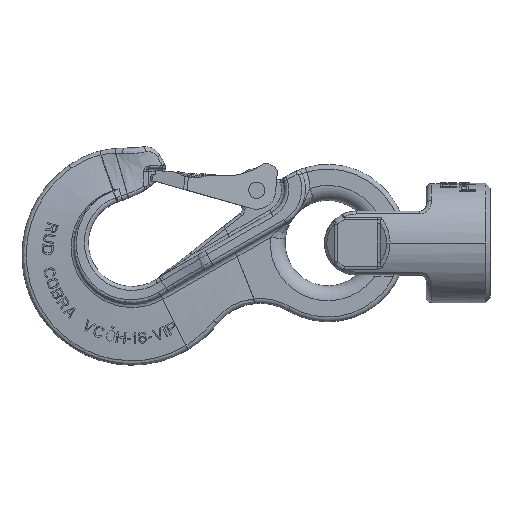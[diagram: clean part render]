
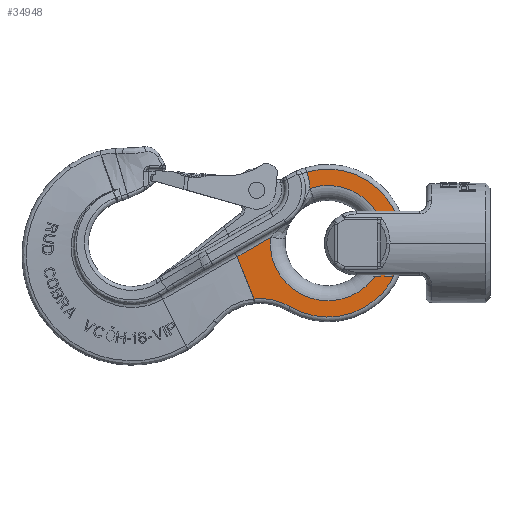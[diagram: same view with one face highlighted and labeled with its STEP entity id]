
A CAD part, top view. The second image highlights one B-rep face of the part: STEP entity #34948.
In plain terms, the highlighted face is planar.
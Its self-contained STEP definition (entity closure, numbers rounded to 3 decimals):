
#18978=CARTESIAN_POINT('',(0.,-144.5,-13.5));
#18979=DIRECTION('',(0.,0.,1.));
#18980=DIRECTION('',(-0.958,0.287,0.));
#18981=AXIS2_PLACEMENT_3D('',#18978,#18979,#18980);
#18983=CARTESIAN_POINT('',(84.376,-94.654,-13.5));
#18984=DIRECTION('',(0.,0.,-1.));
#18985=DIRECTION('',(-0.861,-0.509,0.));
#18986=AXIS2_PLACEMENT_3D('',#18983,#18984,#18985);
#18988=CARTESIAN_POINT('',(10.127,-77.459,
-13.5));
#18989=CARTESIAN_POINT('',(13.694,-78.905,
-13.5));
#18990=CARTESIAN_POINT('',(20.741,-81.766,
-13.5));
#18991=CARTESIAN_POINT('',(30.699,-85.806,
-13.5));
#18992=CARTESIAN_POINT('',(37.637,-88.622,
-13.5));
#18993=CARTESIAN_POINT('',(41.122,-90.036,
-13.5));
#18995=DIRECTION('',(-0.5,-0.866,0.));
#18996=VECTOR('',#18995,28.573);
#18997=CARTESIAN_POINT('',(10.127,-77.459,
-13.5));
#18998=LINE('',#18997,#18996);
#24461=CARTESIAN_POINT('',(-39.663,-99.045,-13.5));
#24462=DIRECTION('',(0.,0.,1.));
#24463=DIRECTION('',(-0.388,-0.922,0.));
#24464=AXIS2_PLACEMENT_3D('',#24461,#24462,#24463);
#24529=CARTESIAN_POINT('',(0.,-144.5,-13.5));
#24530=DIRECTION('',(0.,0.,1.));
#24531=DIRECTION('',(-0.951,0.309,0.));
#24532=AXIS2_PLACEMENT_3D('',#24529,#24530,#24531);
#24584=CARTESIAN_POINT('',(10.127,-77.459,
-13.5));
#34214=CARTESIAN_POINT('',(-52.202,-128.841,-13.5));
#34215=CARTESIAN_POINT('',(46.924,-116.78,-13.5));
#34216=VERTEX_POINT('',#34214);
#34217=VERTEX_POINT('',#34215);
#34220=CARTESIAN_POINT('',(41.122,-90.036,-13.5));
#34221=VERTEX_POINT('',#34220);
#34343=CARTESIAN_POINT('',(-4.159,-102.204,
-13.5));
#34344=VERTEX_POINT('',#34343);
#34345=CARTESIAN_POINT('',(-40.419,-131.363,-13.5));
#34346=VERTEX_POINT('',#34345);
#34379=VERTEX_POINT('',#24584);
#34929=CARTESIAN_POINT('',(0.,0.,-13.5));
#34930=DIRECTION('',(0.,0.,-1.));
#34931=DIRECTION('',(1.,0.,0.));
#34932=AXIS2_PLACEMENT_3D('',#34929,#34930,#34931);
#34933=PLANE('',#34932);
#34935=ORIENTED_EDGE('',*,*,#34934,.F.);
#34937=ORIENTED_EDGE('',*,*,#34936,.F.);
#34939=ORIENTED_EDGE('',*,*,#34938,.T.);
#34941=ORIENTED_EDGE('',*,*,#34940,.T.);
#34943=ORIENTED_EDGE('',*,*,#34942,.F.);
#34945=ORIENTED_EDGE('',*,*,#34944,.T.);
#34946=EDGE_LOOP('',(#34935,#34937,#34939,#34941,#34943,#34945));
#34947=FACE_OUTER_BOUND('',#34946,.F.);
#34948=ADVANCED_FACE('',(#34947),#34933,.T.);
#18982=CIRCLE('',#18981,54.5);
#18987=CIRCLE('',#18986,43.5);
#18994=B_SPLINE_CURVE_WITH_KNOTS('',3,(#18988,#18989,#18990,#18991,#18992,
#18993),.UNSPECIFIED.,.F.,.F.,(4,1,1,4),(0.,0.333,
0.667,1.),.UNSPECIFIED.);
#24465=CIRCLE('',#24464,32.326);
#24533=CIRCLE('',#24532,42.5);
#34934=EDGE_CURVE('',#34346,#34344,#24533,.T.);
#34936=EDGE_CURVE('',#34216,#34346,#24465,.T.);
#34938=EDGE_CURVE('',#34216,#34217,#18982,.T.);
#34940=EDGE_CURVE('',#34217,#34221,#18987,.T.);
#34942=EDGE_CURVE('',#34379,#34221,#18994,.T.);
#34944=EDGE_CURVE('',#34379,#34344,#18998,.T.);
